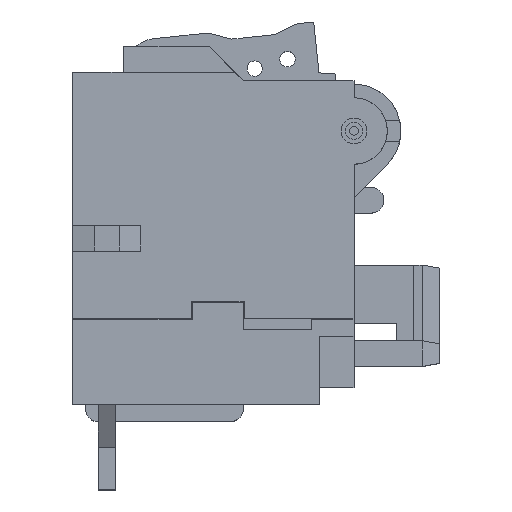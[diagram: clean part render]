
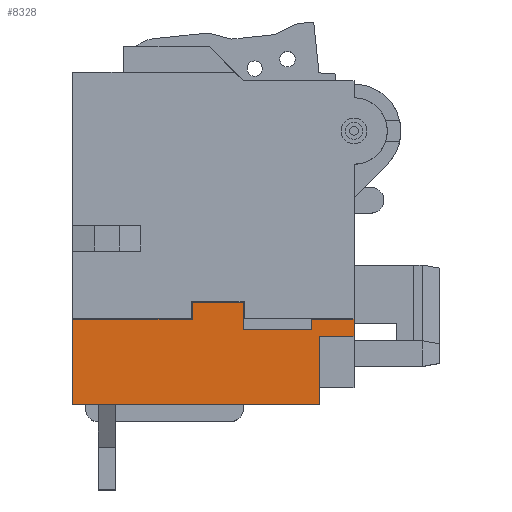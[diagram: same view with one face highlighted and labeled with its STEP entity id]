
A CAD part, top view. The second image highlights one B-rep face of the part: STEP entity #8328.
In plain terms, the highlighted planar face has unit normal (0, 0, 1).
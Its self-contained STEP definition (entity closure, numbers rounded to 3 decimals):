
#300 = ORIENTED_EDGE ( 'NONE', *, *, #1640, .T. ) ;
#301 = ORIENTED_EDGE ( 'NONE', *, *, #1636, .T. ) ;
#302 = ORIENTED_EDGE ( 'NONE', *, *, #754, .T. ) ;
#303 = ORIENTED_EDGE ( 'NONE', *, *, #1641, .F. ) ;
#304 = ORIENTED_EDGE ( 'NONE', *, *, #1639, .F. ) ;
#305 = ORIENTED_EDGE ( 'NONE', *, *, #1631, .F. ) ;
#306 = ORIENTED_EDGE ( 'NONE', *, *, #1638, .F. ) ;
#307 = ORIENTED_EDGE ( 'NONE', *, *, #1642, .F. ) ;
#308 = ORIENTED_EDGE ( 'NONE', *, *, #1643, .F. ) ;
#309 = ORIENTED_EDGE ( 'NONE', *, *, #1644, .F. ) ;
#310 = ORIENTED_EDGE ( 'NONE', *, *, #822, .T. ) ;
#311 = ORIENTED_EDGE ( 'NONE', *, *, #781, .T. ) ;
#528 = EDGE_LOOP ( 'NONE', ( #300, #301, #302, #303, #304, #305, #306, #307, #308, #309, #310, #311 ) ) ;
#754 = EDGE_CURVE ( 'NONE', #7355, #7354, #2196, .T. ) ;
#781 = EDGE_CURVE ( 'NONE', #7371, #7370, #2258, .T. ) ;
#822 = EDGE_CURVE ( 'NONE', #7407, #7371, #2331, .T. ) ;
#1631 = EDGE_CURVE ( 'NONE', #7502, #7501, #2582, .T. ) ;
#1636 = EDGE_CURVE ( 'NONE', #7499, #7355, #2591, .T. ) ;
#1638 = EDGE_CURVE ( 'NONE', #7503, #7502, #2595, .T. ) ;
#1639 = EDGE_CURVE ( 'NONE', #7501, #7500, #2589, .T. ) ;
#1640 = EDGE_CURVE ( 'NONE', #7370, #7499, #2585, .T. ) ;
#1641 = EDGE_CURVE ( 'NONE', #7500, #7354, #2601, .T. ) ;
#1642 = EDGE_CURVE ( 'NONE', #7504, #7503, #2588, .T. ) ;
#1643 = EDGE_CURVE ( 'NONE', #7505, #7504, #2598, .T. ) ;
#1644 = EDGE_CURVE ( 'NONE', #7407, #7505, #2600, .T. ) ;
#2196 = LINE ( 'NONE', #7783, #2204 ) ;
#2204 = VECTOR ( 'NONE', #7786, 1000. ) ;
#2258 = LINE ( 'NONE', #7839, #2259 ) ;
#2259 = VECTOR ( 'NONE', #7840, 1000. ) ;
#2331 = LINE ( 'NONE', #7915, #2340 ) ;
#2340 = VECTOR ( 'NONE', #7922, 1000. ) ;
#2582 = LINE ( 'NONE', #8188, #2583 ) ;
#2583 = VECTOR ( 'NONE', #8189, 1000. ) ;
#2585 = LINE ( 'NONE', #8204, #2599 ) ;
#2588 = LINE ( 'NONE', #8206, #2603 ) ;
#2589 = LINE ( 'NONE', #8187, #2597 ) ;
#2591 = LINE ( 'NONE', #8198, #2592 ) ;
#2592 = VECTOR ( 'NONE', #8199, 1000. ) ;
#2595 = LINE ( 'NONE', #8202, #2596 ) ;
#2596 = VECTOR ( 'NONE', #8203, 1000. ) ;
#2597 = VECTOR ( 'NONE', #8205, 1000. ) ;
#2598 = LINE ( 'NONE', #7118, #2895 ) ;
#2599 = VECTOR ( 'NONE', #8207, 1000. ) ;
#2600 = LINE ( 'NONE', #3522, #2897 ) ;
#2601 = LINE ( 'NONE', #7111, #2602 ) ;
#2602 = VECTOR ( 'NONE', #7117, 1000. ) ;
#2603 = VECTOR ( 'NONE', #3521, 1000. ) ;
#2854 = AXIS2_PLACEMENT_3D ( 'NONE', #5838, #5848, #5849 ) ;
#2895 = VECTOR ( 'NONE', #3523, 1000. ) ;
#2897 = VECTOR ( 'NONE', #3525, 1000. ) ;
#3521 = DIRECTION ( 'NONE',  ( 1., 0., 0. ) ) ;
#3522 = CARTESIAN_POINT ( 'NONE',  ( 0., 10., 27. ) ) ;
#3523 = DIRECTION ( 'NONE',  ( 0., 1., 0. ) ) ;
#3525 = DIRECTION ( 'NONE',  ( 1., 0., 0. ) ) ;
#4528 = CARTESIAN_POINT ( 'NONE',  ( 33., 10., 27. ) ) ;
#4529 = CARTESIAN_POINT ( 'NONE',  ( 33., 8., 27. ) ) ;
#4544 = CARTESIAN_POINT ( 'NONE',  ( 29., 0., 27. ) ) ;
#4545 = CARTESIAN_POINT ( 'NONE',  ( 0., 0., 27. ) ) ;
#4581 = CARTESIAN_POINT ( 'NONE',  ( 0., 10., 27. ) ) ;
#4673 = CARTESIAN_POINT ( 'NONE',  ( 29., 8., 27. ) ) ;
#4674 = CARTESIAN_POINT ( 'NONE',  ( 28., 10., 27. ) ) ;
#4675 = CARTESIAN_POINT ( 'NONE',  ( 28., 8.8, 27. ) ) ;
#4676 = CARTESIAN_POINT ( 'NONE',  ( 20., 8.8, 27. ) ) ;
#4677 = CARTESIAN_POINT ( 'NONE',  ( 20., 12., 27. ) ) ;
#4678 = CARTESIAN_POINT ( 'NONE',  ( 14., 12., 27. ) ) ;
#4679 = CARTESIAN_POINT ( 'NONE',  ( 14., 10., 27. ) ) ;
#5004 = FACE_OUTER_BOUND ( 'NONE', #528, .T. ) ;
#5838 = CARTESIAN_POINT ( 'NONE',  ( 0., 42., 27. ) ) ;
#5843 = PLANE ( 'NONE',  #2854 ) ;
#5848 = DIRECTION ( 'NONE',  ( 0., 0., -1. ) ) ;
#5849 = DIRECTION ( 'NONE',  ( -1., 0., 0. ) ) ;
#7111 = CARTESIAN_POINT ( 'NONE',  ( 28., 10., 27. ) ) ;
#7117 = DIRECTION ( 'NONE',  ( 1., 0., 0. ) ) ;
#7118 = CARTESIAN_POINT ( 'NONE',  ( 14., 10., 27. ) ) ;
#7354 = VERTEX_POINT ( 'NONE', #4528 ) ;
#7355 = VERTEX_POINT ( 'NONE', #4529 ) ;
#7370 = VERTEX_POINT ( 'NONE', #4544 ) ;
#7371 = VERTEX_POINT ( 'NONE', #4545 ) ;
#7407 = VERTEX_POINT ( 'NONE', #4581 ) ;
#7499 = VERTEX_POINT ( 'NONE', #4673 ) ;
#7500 = VERTEX_POINT ( 'NONE', #4674 ) ;
#7501 = VERTEX_POINT ( 'NONE', #4675 ) ;
#7502 = VERTEX_POINT ( 'NONE', #4676 ) ;
#7503 = VERTEX_POINT ( 'NONE', #4677 ) ;
#7504 = VERTEX_POINT ( 'NONE', #4678 ) ;
#7505 = VERTEX_POINT ( 'NONE', #4679 ) ;
#7783 = CARTESIAN_POINT ( 'NONE',  ( 33., 0., 27. ) ) ;
#7786 = DIRECTION ( 'NONE',  ( 0., 1., 0. ) ) ;
#7839 = CARTESIAN_POINT ( 'NONE',  ( 0., 0., 27. ) ) ;
#7840 = DIRECTION ( 'NONE',  ( 1., 0., 0. ) ) ;
#7915 = CARTESIAN_POINT ( 'NONE',  ( 0., 0., 27. ) ) ;
#7922 = DIRECTION ( 'NONE',  ( 0., -1., 0. ) ) ;
#8187 = CARTESIAN_POINT ( 'NONE',  ( 28., 8.8, 27. ) ) ;
#8188 = CARTESIAN_POINT ( 'NONE',  ( 20., 8.8, 27. ) ) ;
#8189 = DIRECTION ( 'NONE',  ( 1., 0., 0. ) ) ;
#8198 = CARTESIAN_POINT ( 'NONE',  ( 0., 8., 27. ) ) ;
#8199 = DIRECTION ( 'NONE',  ( 1., 0., 0. ) ) ;
#8202 = CARTESIAN_POINT ( 'NONE',  ( 20., 12., 27. ) ) ;
#8203 = DIRECTION ( 'NONE',  ( 0., -1., 0. ) ) ;
#8204 = CARTESIAN_POINT ( 'NONE',  ( 29., 42., 27. ) ) ;
#8205 = DIRECTION ( 'NONE',  ( 0., 1., 0. ) ) ;
#8206 = CARTESIAN_POINT ( 'NONE',  ( 14., 12., 27. ) ) ;
#8207 = DIRECTION ( 'NONE',  ( 0., 1., 0. ) ) ;
#8328 = ADVANCED_FACE ( 'NONE', ( #5004 ), #5843, .F. ) ;
